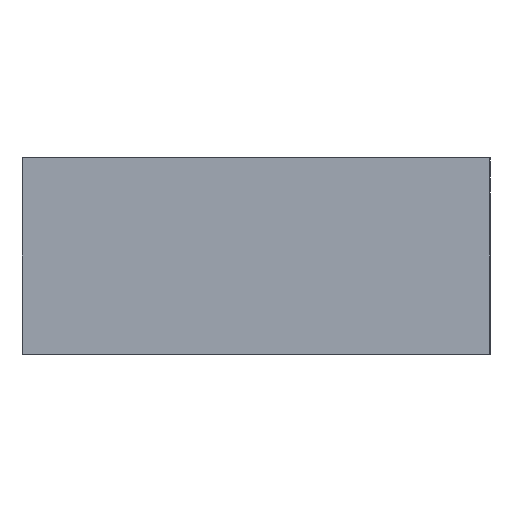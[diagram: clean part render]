
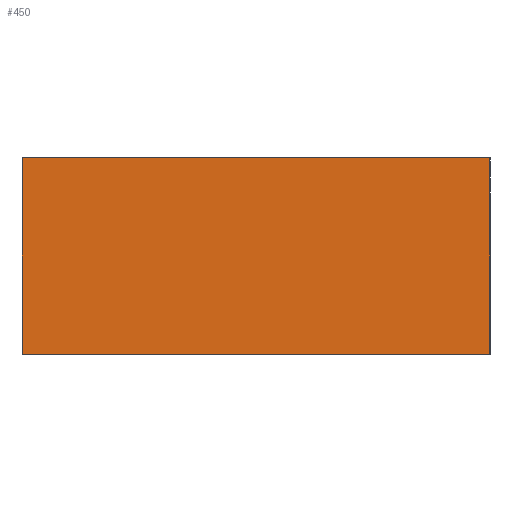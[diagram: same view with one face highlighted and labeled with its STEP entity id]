
A CAD part, left-side view. The second image highlights one B-rep face of the part: STEP entity #450.
In plain terms, the highlighted planar face has unit normal (-1, 0, 0).
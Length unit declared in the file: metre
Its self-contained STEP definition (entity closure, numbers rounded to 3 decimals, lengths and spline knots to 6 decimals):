
#38=LINE('',#722,#73);
#41=LINE('',#734,#76);
#50=LINE('',#757,#85);
#52=LINE('',#762,#87);
#73=VECTOR('',#570,1.);
#76=VECTOR('',#581,1.);
#85=VECTOR('',#598,1.);
#87=VECTOR('',#606,1.);
#141=ORIENTED_EDGE('',*,*,#250,.T.);
#142=ORIENTED_EDGE('',*,*,#238,.F.);
#143=ORIENTED_EDGE('',*,*,#253,.T.);
#144=ORIENTED_EDGE('',*,*,#232,.T.);
#232=EDGE_CURVE('',#278,#290,#38,.T.);
#238=EDGE_CURVE('',#295,#296,#41,.T.);
#250=EDGE_CURVE('',#290,#296,#50,.T.);
#253=EDGE_CURVE('',#295,#278,#52,.T.);
#278=VERTEX_POINT('',#697);
#290=VERTEX_POINT('',#721);
#295=VERTEX_POINT('',#733);
#296=VERTEX_POINT('',#735);
#349=EDGE_LOOP('',(#141,#142,#143,#144));
#394=FACE_BOUND('',#349,.T.);
#434=PLANE('',#504);
#450=ADVANCED_FACE('',(#394),#434,.F.);
#504=AXIS2_PLACEMENT_3D('',#761,#604,#605);
#570=DIRECTION('',(0.,0.,-1.));
#581=DIRECTION('',(0.,0.,-1.));
#598=DIRECTION('',(0.,-1.,0.));
#604=DIRECTION('',(1.,0.,0.));
#605=DIRECTION('',(0.,0.,-1.));
#606=DIRECTION('',(0.,1.,0.));
#697=CARTESIAN_POINT('',(-0.02345,0.0185,0.0687));
#721=CARTESIAN_POINT('',(-0.02345,0.0185,0.0586));
#722=CARTESIAN_POINT('',(-0.02345,0.0185,0.063602));
#733=CARTESIAN_POINT('',(-0.02345,-0.0055,0.0687));
#734=CARTESIAN_POINT('',(-0.02345,-0.0055,0.063602));
#735=CARTESIAN_POINT('',(-0.02345,-0.0055,0.0586));
#757=CARTESIAN_POINT('',(-0.02345,0.0065,0.0586));
#761=CARTESIAN_POINT('',(-0.02345,0.0065,0.063602));
#762=CARTESIAN_POINT('',(-0.02345,-0.005502,0.0687));
